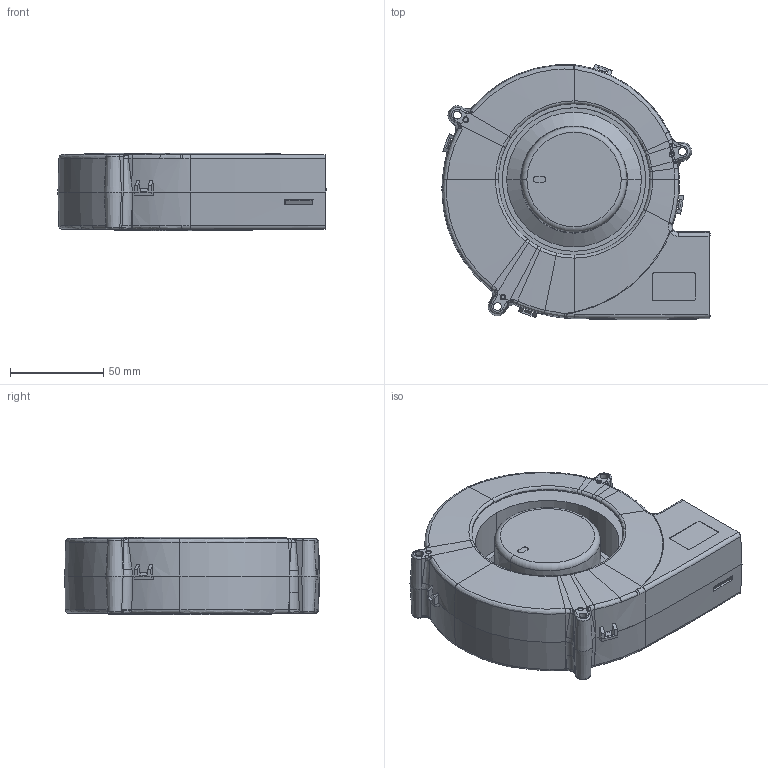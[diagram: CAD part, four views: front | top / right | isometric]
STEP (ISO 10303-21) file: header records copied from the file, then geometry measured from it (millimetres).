
FILE_DESCRIPTION((''),'2;1');
FILE_NAME('HB-1340_CUSTOMER_ASM','2023-10-30T',('Administrator'),(''),'PRO/ENGINEER BY PARAMETRIC TECHNOLOGY CORPORATION, 2010280','PRO/ENGINEER BY PARAMETRIC TECHNOLOGY CORPORATION, 2010280','');
FILE_SCHEMA(('CONFIG_CONTROL_DESIGN','SHAPE_APPEARANCE_LAYERS_GROUPS'));
Products named in the file (6): PRT0134; PRT0135; PRT0136; PRT0137; ASM0003_ASM; HB-1340_CUSTOMER_ASM
Assembly tree (5 placements, depth 3):
  HB-1340_CUSTOMER_ASM
    ASM0003_ASM
      PRT0134
      PRT0135
      PRT0136
      PRT0137
Bounding box: 143.55 x 136.57 x 41.44 mm (x, y, z)
Volume: 184854.5 mm3; surface area: 133007.1 mm2
Topology: 4 solids, 4 shells, 1164 faces, 3172 edges, 2023 vertices
Faces by surface type: plane 440, cone 284, bspline 241, cylinder 119, torus 75, sphere 5
Entity records: 56369 total; most frequent: CARTESIAN_POINT 19556, ORIENTED_EDGE 6338, DIRECTION 4819, PRESENTATION_STYLE_ASSIGNMENT 3193, STYLED_ITEM 3173, CURVE_STYLE 3169, EDGE_CURVE 3169, VERTEX_POINT 2023
